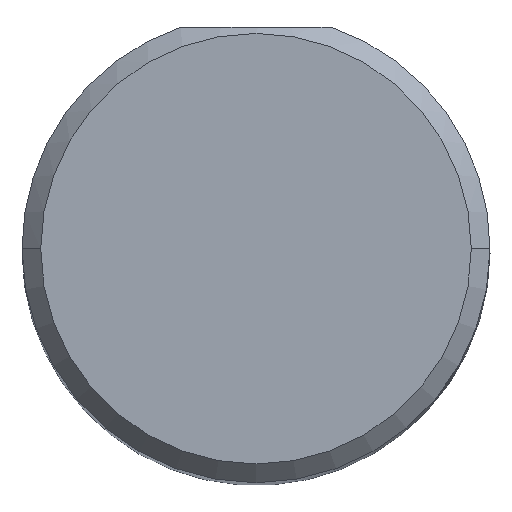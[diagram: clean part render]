
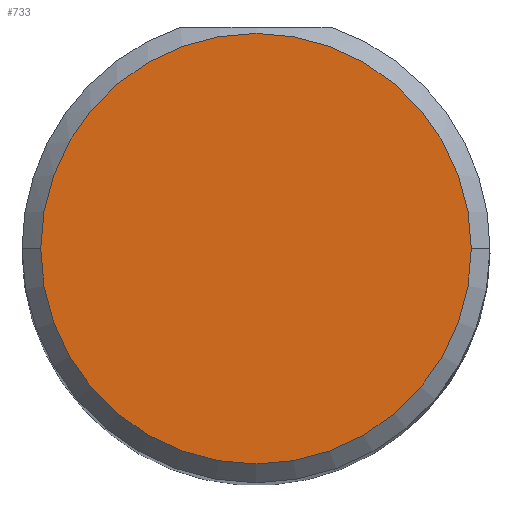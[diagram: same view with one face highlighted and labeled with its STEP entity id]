
A CAD part, top view. The second image highlights one B-rep face of the part: STEP entity #733.
In plain terms, the highlighted planar face has unit normal (0, 0, 1).
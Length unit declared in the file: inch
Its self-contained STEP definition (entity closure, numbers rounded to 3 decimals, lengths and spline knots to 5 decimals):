
#19 = EDGE_CURVE ( 'NONE', #74, #648, #642, .T. ) ;
#66 = ORIENTED_EDGE ( 'NONE', *, *, #19, .T. ) ;
#74 = VERTEX_POINT ( 'NONE', #159 ) ;
#88 = ORIENTED_EDGE ( 'NONE', *, *, #676, .T. ) ;
#106 = AXIS2_PLACEMENT_3D ( 'NONE', #572, #554, #176 ) ;
#159 = CARTESIAN_POINT ( 'NONE',  ( -0.1725, 0., 2.5 ) ) ;
#176 = DIRECTION ( 'NONE',  ( 1., 0., 0. ) ) ;
#201 = CIRCLE ( 'NONE', #106, 0.1725 ) ;
#224 = PLANE ( 'NONE',  #709 ) ;
#234 = DIRECTION ( 'NONE',  ( 1., 0., 0. ) ) ;
#265 = DIRECTION ( 'NONE',  ( 0., 0., 1. ) ) ;
#337 = FACE_OUTER_BOUND ( 'NONE', #374, .T. ) ;
#374 = EDGE_LOOP ( 'NONE', ( #66, #88 ) ) ;
#397 = CARTESIAN_POINT ( 'NONE',  ( 0.1725, 0., 2.5 ) ) ;
#445 = CARTESIAN_POINT ( 'NONE',  ( 0., 0., 2.5 ) ) ;
#465 = AXIS2_PLACEMENT_3D ( 'NONE', #445, #265, #729 ) ;
#505 = CARTESIAN_POINT ( 'NONE',  ( 0., 0., 2.5 ) ) ;
#517 = DIRECTION ( 'NONE',  ( 0., 0., 1. ) ) ;
#554 = DIRECTION ( 'NONE',  ( 0., 0., 1. ) ) ;
#572 = CARTESIAN_POINT ( 'NONE',  ( 0., 0., 2.5 ) ) ;
#642 = CIRCLE ( 'NONE', #465, 0.1725 ) ;
#648 = VERTEX_POINT ( 'NONE', #397 ) ;
#676 = EDGE_CURVE ( 'NONE', #648, #74, #201, .T. ) ;
#709 = AXIS2_PLACEMENT_3D ( 'NONE', #505, #517, #234 ) ;
#729 = DIRECTION ( 'NONE',  ( 1., 0., 0. ) ) ;
#733 = ADVANCED_FACE ( 'NONE', ( #337 ), #224, .T. ) ;
